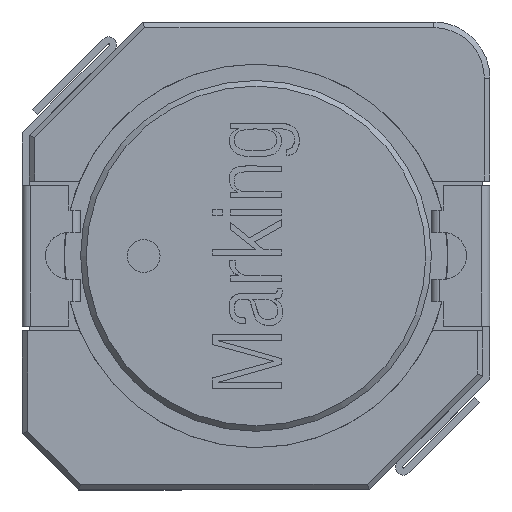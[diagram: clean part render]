
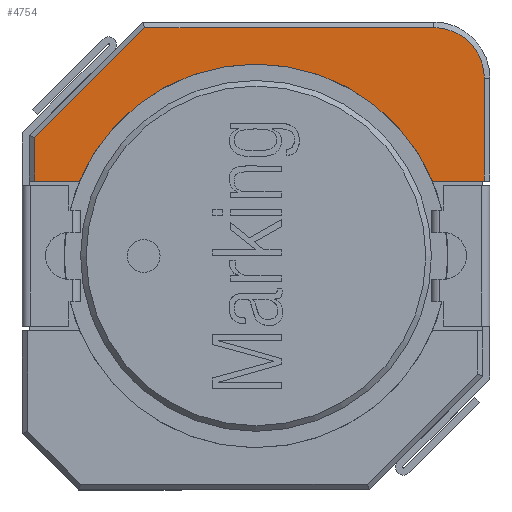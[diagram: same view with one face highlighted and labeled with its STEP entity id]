
A CAD part, top view. The second image highlights one B-rep face of the part: STEP entity #4754.
In plain terms, the highlighted planar face has unit normal (0, 0, 1).
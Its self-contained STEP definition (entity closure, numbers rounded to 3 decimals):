
#194=CIRCLE('',#5792,4.1);
#198=CIRCLE('',#5806,1.08);
#977=ORIENTED_EDGE('',*,*,#1994,.T.);
#978=ORIENTED_EDGE('',*,*,#1995,.T.);
#979=ORIENTED_EDGE('',*,*,#1996,.T.);
#980=ORIENTED_EDGE('',*,*,#1960,.T.);
#981=ORIENTED_EDGE('',*,*,#1970,.T.);
#982=ORIENTED_EDGE('',*,*,#1997,.T.);
#983=ORIENTED_EDGE('',*,*,#1998,.T.);
#984=ORIENTED_EDGE('',*,*,#1999,.T.);
#1960=EDGE_CURVE('',#2533,#2532,#194,.T.);
#1970=EDGE_CURVE('',#2532,#2539,#3034,.T.);
#1994=EDGE_CURVE('',#2557,#2558,#3055,.T.);
#1995=EDGE_CURVE('',#2558,#2559,#3056,.T.);
#1996=EDGE_CURVE('',#2559,#2533,#3057,.T.);
#1997=EDGE_CURVE('',#2539,#2560,#3058,.T.);
#1998=EDGE_CURVE('',#2560,#2561,#198,.T.);
#1999=EDGE_CURVE('',#2561,#2557,#3059,.T.);
#2532=VERTEX_POINT('',#7968);
#2533=VERTEX_POINT('',#7970);
#2539=VERTEX_POINT('',#7988);
#2557=VERTEX_POINT('',#8038);
#2558=VERTEX_POINT('',#8039);
#2559=VERTEX_POINT('',#8041);
#2560=VERTEX_POINT('',#8044);
#2561=VERTEX_POINT('',#8046);
#3034=LINE('',#7989,#3584);
#3055=LINE('',#8037,#3605);
#3056=LINE('',#8040,#3606);
#3057=LINE('',#8042,#3607);
#3058=LINE('',#8043,#3608);
#3059=LINE('',#8047,#3609);
#3584=VECTOR('',#6661,1000.);
#3605=VECTOR('',#6702,1000.);
#3606=VECTOR('',#6703,1000.);
#3607=VECTOR('',#6704,1000.);
#3608=VECTOR('',#6705,1000.);
#3609=VECTOR('',#6708,1000.);
#3981=EDGE_LOOP('',(#977,#978,#979,#980,#981,#982,#983,#984));
#4274=FACE_BOUND('',#3981,.T.);
#4521=PLANE('',#5805);
#4754=ADVANCED_FACE('',(#4274),#4521,.T.);
#5792=AXIS2_PLACEMENT_3D('',#7969,#6644,#6645);
#5805=AXIS2_PLACEMENT_3D('',#8036,#6700,#6701);
#5806=AXIS2_PLACEMENT_3D('',#8045,#6706,#6707);
#6644=DIRECTION('',(0.,0.,-1.));
#6645=DIRECTION('',(1.,0.,0.));
#6661=DIRECTION('',(0.,-1.,0.));
#6700=DIRECTION('',(0.,0.,1.));
#6701=DIRECTION('',(1.,0.,0.));
#6702=DIRECTION('',(-0.707,0.707,0.));
#6703=DIRECTION('',(-1.,0.,0.));
#6704=DIRECTION('',(0.,-1.,0.));
#6705=DIRECTION('',(1.,0.,0.));
#6706=DIRECTION('',(0.,0.,1.));
#6707=DIRECTION('',(1.,0.,0.));
#6708=DIRECTION('',(0.,1.,0.));
#7968=CARTESIAN_POINT('',(1.6,-3.775,2.3));
#7969=CARTESIAN_POINT('',(0.,0.,2.3));
#7970=CARTESIAN_POINT('',(1.6,3.775,2.3));
#7988=CARTESIAN_POINT('',(1.6,-4.88,2.3));
#7989=CARTESIAN_POINT('',(1.6,-5.,2.3));
#8036=CARTESIAN_POINT('',(-5.,-5.,2.3));
#8037=CARTESIAN_POINT('',(2.49,4.765,2.3));
#8038=CARTESIAN_POINT('',(4.88,2.375,2.3));
#8039=CARTESIAN_POINT('',(2.525,4.73,2.3));
#8040=CARTESIAN_POINT('',(-5.,4.73,2.3));
#8041=CARTESIAN_POINT('',(1.6,4.73,2.3));
#8042=CARTESIAN_POINT('',(1.6,14.328,2.3));
#8043=CARTESIAN_POINT('',(3.8,-4.88,2.3));
#8044=CARTESIAN_POINT('',(3.8,-4.88,2.3));
#8045=CARTESIAN_POINT('',(3.8,-3.8,2.3));
#8046=CARTESIAN_POINT('',(4.88,-3.8,2.3));
#8047=CARTESIAN_POINT('',(4.88,2.425,2.3));
